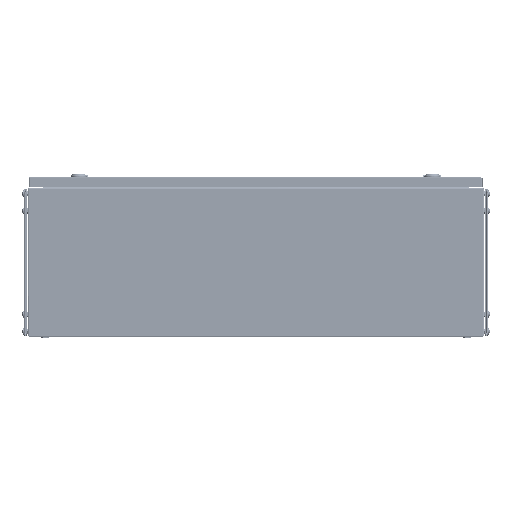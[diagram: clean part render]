
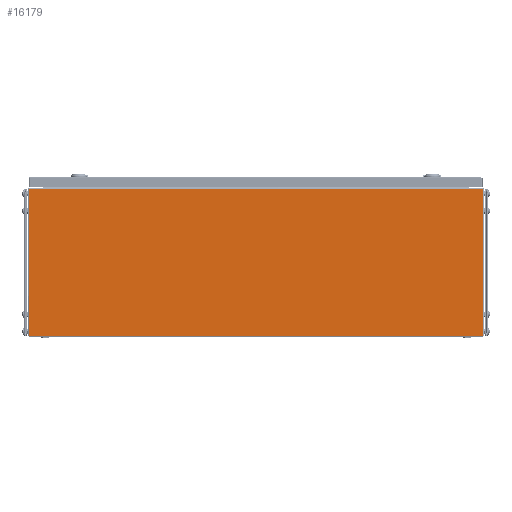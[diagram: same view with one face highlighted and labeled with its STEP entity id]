
A CAD part, left-side view. The second image highlights one B-rep face of the part: STEP entity #16179.
In plain terms, the highlighted planar face has unit normal (-1, 0, 0).
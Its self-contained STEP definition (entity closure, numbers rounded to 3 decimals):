
#216 = ORIENTED_EDGE ( 'NONE', *, *, #79361, .T. ) ;
#1715 = EDGE_CURVE ( 'NONE', #78699, #72432, #37477, .T. ) ;
#8193 = DIRECTION ( 'NONE',  ( 0., 1., 0. ) ) ;
#10070 = DIRECTION ( 'NONE',  ( 0., 1., 0. ) ) ;
#11996 = ORIENTED_EDGE ( 'NONE', *, *, #84095, .T. ) ;
#12061 = PLANE ( 'NONE',  #27702 ) ;
#16179 = ADVANCED_FACE ( 'NONE', ( #40558 ), #12061, .F. ) ;
#17122 = CARTESIAN_POINT ( 'NONE',  ( -400., -395.5, 0. ) ) ;
#18849 = CARTESIAN_POINT ( 'NONE',  ( -400., 0., 0. ) ) ;
#18917 = CARTESIAN_POINT ( 'NONE',  ( -400., 395.5, 0. ) ) ;
#26510 = DIRECTION ( 'NONE',  ( 0., 0., -1. ) ) ;
#27016 = VERTEX_POINT ( 'NONE', #51128 ) ;
#27606 = EDGE_CURVE ( 'NONE', #78699, #27016, #43589, .T. ) ;
#27702 = AXIS2_PLACEMENT_3D ( 'NONE', #18849, #46467, #26510 ) ;
#28701 = VECTOR ( 'NONE', #8193, 1000. ) ;
#31769 = CARTESIAN_POINT ( 'NONE',  ( -400., 395.5, 1. ) ) ;
#32591 = CARTESIAN_POINT ( 'NONE',  ( -400., -395.5, 257.5 ) ) ;
#34727 = LINE ( 'NONE', #18917, #63211 ) ;
#37377 = VERTEX_POINT ( 'NONE', #54215 ) ;
#37477 = LINE ( 'NONE', #17122, #45166 ) ;
#38067 = ORIENTED_EDGE ( 'NONE', *, *, #27606, .F. ) ;
#40558 = FACE_OUTER_BOUND ( 'NONE', #76709, .T. ) ;
#43025 = LINE ( 'NONE', #84196, #28701 ) ;
#43589 = LINE ( 'NONE', #31769, #66561 ) ;
#45166 = VECTOR ( 'NONE', #58306, 1000. ) ;
#46467 = DIRECTION ( 'NONE',  ( 1., 0., 0. ) ) ;
#51128 = CARTESIAN_POINT ( 'NONE',  ( -400., 395.5, 1. ) ) ;
#54215 = CARTESIAN_POINT ( 'NONE',  ( -400., 395.5, 257.5 ) ) ;
#58306 = DIRECTION ( 'NONE',  ( 0., 0., 1. ) ) ;
#63211 = VECTOR ( 'NONE', #82223, 1000. ) ;
#63982 = CARTESIAN_POINT ( 'NONE',  ( -400., -395.5, 1. ) ) ;
#66561 = VECTOR ( 'NONE', #10070, 1000. ) ;
#72432 = VERTEX_POINT ( 'NONE', #32591 ) ;
#75336 = ORIENTED_EDGE ( 'NONE', *, *, #1715, .T. ) ;
#76709 = EDGE_LOOP ( 'NONE', ( #11996, #216, #38067, #75336 ) ) ;
#78699 = VERTEX_POINT ( 'NONE', #63982 ) ;
#79361 = EDGE_CURVE ( 'NONE', #37377, #27016, #34727, .T. ) ;
#82223 = DIRECTION ( 'NONE',  ( 0., 0., -1. ) ) ;
#84095 = EDGE_CURVE ( 'NONE', #72432, #37377, #43025, .T. ) ;
#84196 = CARTESIAN_POINT ( 'NONE',  ( -400., -395.5, 257.5 ) ) ;
